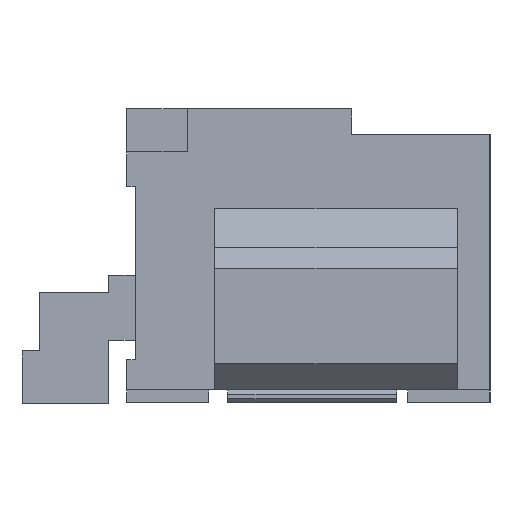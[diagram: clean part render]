
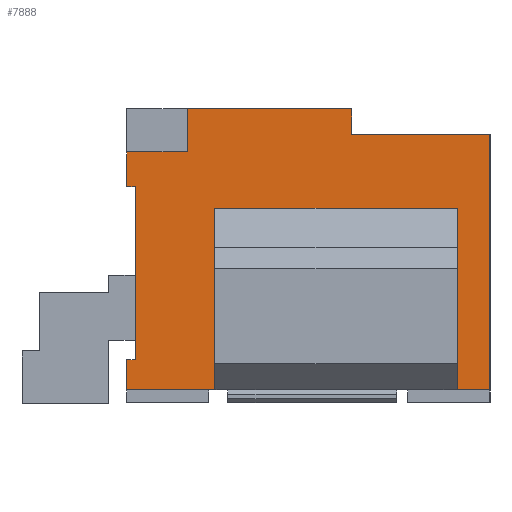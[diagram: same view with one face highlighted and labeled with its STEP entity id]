
A CAD part, left-side view. The second image highlights one B-rep face of the part: STEP entity #7888.
In plain terms, the highlighted planar face has unit normal (-1, 0, 0).
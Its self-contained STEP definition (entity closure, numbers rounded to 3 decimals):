
#1218=ORIENTED_EDGE('',*,*,#1965,.F.);
#1219=ORIENTED_EDGE('',*,*,#2237,.T.);
#1220=ORIENTED_EDGE('',*,*,#2220,.F.);
#1221=ORIENTED_EDGE('',*,*,#2205,.F.);
#1222=ORIENTED_EDGE('',*,*,#2174,.T.);
#1223=ORIENTED_EDGE('',*,*,#2160,.F.);
#1224=ORIENTED_EDGE('',*,*,#2156,.T.);
#1225=ORIENTED_EDGE('',*,*,#2177,.T.);
#1226=ORIENTED_EDGE('',*,*,#2050,.F.);
#1227=ORIENTED_EDGE('',*,*,#2178,.F.);
#1228=ORIENTED_EDGE('',*,*,#2054,.F.);
#1229=ORIENTED_EDGE('',*,*,#2321,.T.);
#1230=ORIENTED_EDGE('',*,*,#1972,.F.);
#1231=ORIENTED_EDGE('',*,*,#2196,.T.);
#1232=ORIENTED_EDGE('',*,*,#2194,.T.);
#1233=ORIENTED_EDGE('',*,*,#2017,.T.);
#1965=EDGE_CURVE('',#2697,#2698,#3325,.T.);
#1972=EDGE_CURVE('',#2704,#2705,#3332,.T.);
#2017=EDGE_CURVE('',#2743,#2698,#3377,.T.);
#2050=EDGE_CURVE('',#2763,#2764,#3410,.T.);
#2054=EDGE_CURVE('',#2767,#2768,#3414,.T.);
#2156=EDGE_CURVE('',#2844,#2843,#3516,.T.);
#2160=EDGE_CURVE('',#2844,#2847,#3520,.T.);
#2174=EDGE_CURVE('',#2848,#2847,#3534,.T.);
#2177=EDGE_CURVE('',#2843,#2764,#3537,.T.);
#2178=EDGE_CURVE('',#2768,#2763,#3538,.T.);
#2194=EDGE_CURVE('',#2857,#2743,#3554,.T.);
#2196=EDGE_CURVE('',#2704,#2857,#3556,.T.);
#2205=EDGE_CURVE('',#2848,#2863,#3565,.T.);
#2220=EDGE_CURVE('',#2863,#2873,#3580,.T.);
#2237=EDGE_CURVE('',#2697,#2873,#3597,.T.);
#2321=EDGE_CURVE('',#2767,#2705,#3681,.T.);
#2697=VERTEX_POINT('',#10318);
#2698=VERTEX_POINT('',#10320);
#2704=VERTEX_POINT('',#10332);
#2705=VERTEX_POINT('',#10334);
#2743=VERTEX_POINT('',#10427);
#2763=VERTEX_POINT('',#10492);
#2764=VERTEX_POINT('',#10493);
#2767=VERTEX_POINT('',#10501);
#2768=VERTEX_POINT('',#10502);
#2843=VERTEX_POINT('',#10714);
#2844=VERTEX_POINT('',#10716);
#2847=VERTEX_POINT('',#10724);
#2848=VERTEX_POINT('',#10728);
#2857=VERTEX_POINT('',#10775);
#2863=VERTEX_POINT('',#10799);
#2873=VERTEX_POINT('',#10829);
#3325=LINE('',#10319,#4145);
#3332=LINE('',#10333,#4152);
#3377=LINE('',#10426,#4197);
#3410=LINE('',#10491,#4230);
#3414=LINE('',#10500,#4234);
#3516=LINE('',#10715,#4336);
#3520=LINE('',#10723,#4340);
#3534=LINE('',#10742,#4354);
#3537=LINE('',#10747,#4357);
#3538=LINE('',#10749,#4358);
#3554=LINE('',#10778,#4374);
#3556=LINE('',#10782,#4376);
#3565=LINE('',#10798,#4385);
#3580=LINE('',#10828,#4400);
#3597=LINE('',#10861,#4417);
#3681=LINE('',#11024,#4501);
#4145=VECTOR('',#8787,1000.);
#4152=VECTOR('',#8794,1000.);
#4197=VECTOR('',#8859,1000.);
#4230=VECTOR('',#8916,1000.);
#4234=VECTOR('',#8922,1000.);
#4336=VECTOR('',#9096,1000.);
#4340=VECTOR('',#9102,1000.);
#4354=VECTOR('',#9118,1000.);
#4357=VECTOR('',#9125,1000.);
#4358=VECTOR('',#9128,1000.);
#4374=VECTOR('',#9154,1000.);
#4376=VECTOR('',#9160,1000.);
#4385=VECTOR('',#9175,1000.);
#4400=VECTOR('',#9200,1000.);
#4417=VECTOR('',#9231,1000.);
#4501=VECTOR('',#9363,1000.);
#4890=EDGE_LOOP('',(#1218,#1219,#1220,#1221,#1222,#1223,#1224,#1225,#1226,
#1227,#1228,#1229,#1230,#1231,#1232,#1233));
#5204=FACE_BOUND('',#4890,.T.);
#5502=PLANE('',#8193);
#7888=ADVANCED_FACE('',(#5204),#5502,.T.);
#8193=AXIS2_PLACEMENT_3D('',#11023,#9361,#9362);
#8787=DIRECTION('',(0.,1.,0.));
#8794=DIRECTION('',(0.,1.,0.));
#8859=DIRECTION('',(0.,0.,-1.));
#8916=DIRECTION('',(0.,1.,0.));
#8922=DIRECTION('',(0.,-1.,0.));
#9096=DIRECTION('',(0.,1.,0.));
#9102=DIRECTION('',(0.,0.,1.));
#9118=DIRECTION('',(0.,1.,0.));
#9125=DIRECTION('',(0.,0.,-1.));
#9128=DIRECTION('',(0.,0.,1.));
#9154=DIRECTION('',(0.,-1.,0.));
#9160=DIRECTION('',(0.,0.,1.));
#9175=DIRECTION('',(0.,0.,-1.));
#9200=DIRECTION('',(0.,-1.,0.));
#9231=DIRECTION('',(0.,0.,1.));
#9361=DIRECTION('',(-1.,0.,0.));
#9362=DIRECTION('',(0.,0.,1.));
#9363=DIRECTION('',(0.,0.,-1.));
#10318=CARTESIAN_POINT('',(-5.875,-2.1,-1.55));
#10319=CARTESIAN_POINT('',(-5.875,0.,-1.55));
#10320=CARTESIAN_POINT('',(-5.875,-1.72,-1.55));
#10332=CARTESIAN_POINT('',(-5.875,1.08,-1.55));
#10333=CARTESIAN_POINT('',(-5.875,0.,-1.55));
#10334=CARTESIAN_POINT('',(-5.875,2.1,-1.55));
#10426=CARTESIAN_POINT('',(-5.875,-1.72,0.1));
#10427=CARTESIAN_POINT('',(-5.875,-1.72,0.55));
#10491=CARTESIAN_POINT('',(-5.875,0.,0.8));
#10492=CARTESIAN_POINT('',(-5.875,2.,0.8));
#10493=CARTESIAN_POINT('',(-5.875,2.1,0.8));
#10500=CARTESIAN_POINT('',(-5.875,0.,-1.2));
#10501=CARTESIAN_POINT('',(-5.875,2.1,-1.2));
#10502=CARTESIAN_POINT('',(-5.875,2.,-1.2));
#10714=CARTESIAN_POINT('',(-5.875,2.1,1.2));
#10715=CARTESIAN_POINT('',(-5.875,1.4,1.2));
#10716=CARTESIAN_POINT('',(-5.875,1.4,1.2));
#10723=CARTESIAN_POINT('',(-5.875,1.4,1.2));
#10724=CARTESIAN_POINT('',(-5.875,1.4,1.7));
#10728=CARTESIAN_POINT('',(-5.875,-0.5,1.7));
#10742=CARTESIAN_POINT('',(-5.875,-2.1,1.7));
#10747=CARTESIAN_POINT('',(-5.875,2.1,1.7));
#10749=CARTESIAN_POINT('',(-5.875,2.,0.));
#10775=CARTESIAN_POINT('',(-5.875,1.08,0.55));
#10778=CARTESIAN_POINT('',(-5.875,-1.72,0.55));
#10782=CARTESIAN_POINT('',(-5.875,1.08,-1.7));
#10798=CARTESIAN_POINT('',(-5.875,-0.5,0.));
#10799=CARTESIAN_POINT('',(-5.875,-0.5,1.4));
#10828=CARTESIAN_POINT('',(-5.875,0.,1.4));
#10829=CARTESIAN_POINT('',(-5.875,-2.1,1.4));
#10861=CARTESIAN_POINT('',(-5.875,-2.1,-1.7));
#11023=CARTESIAN_POINT('',(-5.875,0.,0.));
#11024=CARTESIAN_POINT('',(-5.875,2.1,1.7));
